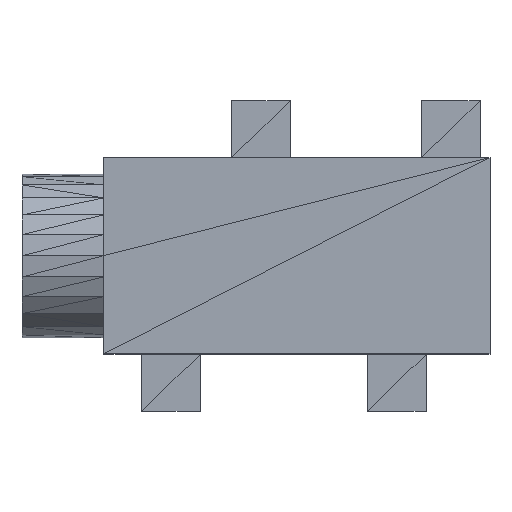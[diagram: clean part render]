
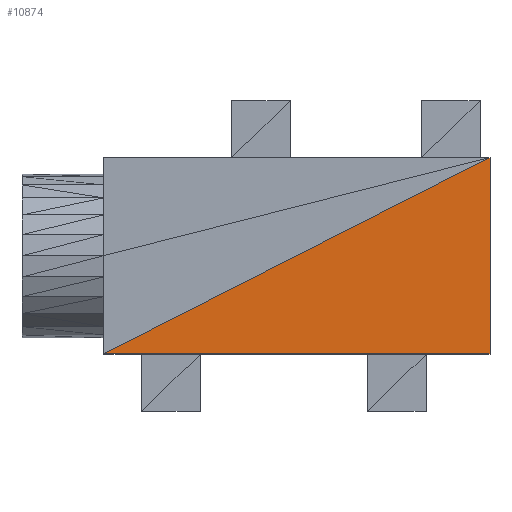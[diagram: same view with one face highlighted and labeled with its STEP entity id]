
A CAD part, top view. The second image highlights one B-rep face of the part: STEP entity #10874.
In plain terms, the highlighted planar face has unit normal (0, 0, 1).
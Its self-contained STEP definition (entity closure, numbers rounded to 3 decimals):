
#9281 = VERTEX_POINT('',#9282);
#9282 = CARTESIAN_POINT('',(0.,0.,5.));
#9322 = PLANE('',#9323);
#9323 = AXIS2_PLACEMENT_3D('',#9324,#9325,#9326);
#9324 = CARTESIAN_POINT('',(6.394,0.,3.714));
#9325 = DIRECTION('',(0.,1.,0.));
#9326 = DIRECTION('',(0.,-0.,1.));
#10440 = PLANE('',#10441);
#10441 = AXIS2_PLACEMENT_3D('',#10442,#10443,#10444);
#10442 = CARTESIAN_POINT('',(5.277,3.484,5.));
#10443 = DIRECTION('',(-0.,-0.,-1.));
#10444 = DIRECTION('',(-1.,0.,0.));
#10769 = VERTEX_POINT('',#10770);
#10770 = CARTESIAN_POINT('',(11.8,6.,5.));
#10796 = EDGE_CURVE('',#10769,#9281,#10797,.T.);
#10797 = SURFACE_CURVE('',#10798,(#10802,#10809),.PCURVE_S1.);
#10798 = LINE('',#10799,#10800);
#10799 = CARTESIAN_POINT('',(11.8,6.,5.));
#10800 = VECTOR('',#10801,1.);
#10801 = DIRECTION('',(-0.891,-0.453,0.));
#10802 = PCURVE('',#10440,#10803);
#10803 = DEFINITIONAL_REPRESENTATION('',(#10804),#10808);
#10804 = LINE('',#10805,#10806);
#10805 = CARTESIAN_POINT('',(-6.523,2.516));
#10806 = VECTOR('',#10807,1.);
#10807 = DIRECTION('',(0.891,-0.453));
#10808 = ( GEOMETRIC_REPRESENTATION_CONTEXT(2) 
PARAMETRIC_REPRESENTATION_CONTEXT() REPRESENTATION_CONTEXT('2D SPACE',''
  ) );
#10809 = PCURVE('',#10810,#10815);
#10810 = PLANE('',#10811);
#10811 = AXIS2_PLACEMENT_3D('',#10812,#10813,#10814);
#10812 = CARTESIAN_POINT('',(7.041,1.859,5.));
#10813 = DIRECTION('',(-0.,-0.,-1.));
#10814 = DIRECTION('',(-1.,0.,0.));
#10815 = DEFINITIONAL_REPRESENTATION('',(#10816),#10820);
#10816 = LINE('',#10817,#10818);
#10817 = CARTESIAN_POINT('',(-4.759,4.141));
#10818 = VECTOR('',#10819,1.);
#10819 = DIRECTION('',(0.891,-0.453));
#10820 = ( GEOMETRIC_REPRESENTATION_CONTEXT(2) 
PARAMETRIC_REPRESENTATION_CONTEXT() REPRESENTATION_CONTEXT('2D SPACE',''
  ) );
#10874 = ADVANCED_FACE('',(#10875),#10810,.F.);
#10875 = FACE_BOUND('',#10876,.F.);
#10876 = EDGE_LOOP('',(#10877,#10900,#10901));
#10877 = ORIENTED_EDGE('',*,*,#10878,.T.);
#10878 = EDGE_CURVE('',#10879,#9281,#10881,.T.);
#10879 = VERTEX_POINT('',#10880);
#10880 = CARTESIAN_POINT('',(11.8,0.,5.));
#10881 = SURFACE_CURVE('',#10882,(#10886,#10893),.PCURVE_S1.);
#10882 = LINE('',#10883,#10884);
#10883 = CARTESIAN_POINT('',(11.8,0.,5.));
#10884 = VECTOR('',#10885,1.);
#10885 = DIRECTION('',(-1.,0.,0.));
#10886 = PCURVE('',#10810,#10887);
#10887 = DEFINITIONAL_REPRESENTATION('',(#10888),#10892);
#10888 = LINE('',#10889,#10890);
#10889 = CARTESIAN_POINT('',(-4.759,-1.859));
#10890 = VECTOR('',#10891,1.);
#10891 = DIRECTION('',(1.,0.));
#10892 = ( GEOMETRIC_REPRESENTATION_CONTEXT(2) 
PARAMETRIC_REPRESENTATION_CONTEXT() REPRESENTATION_CONTEXT('2D SPACE',''
  ) );
#10893 = PCURVE('',#9322,#10894);
#10894 = DEFINITIONAL_REPRESENTATION('',(#10895),#10899);
#10895 = LINE('',#10896,#10897);
#10896 = CARTESIAN_POINT('',(1.286,5.406));
#10897 = VECTOR('',#10898,1.);
#10898 = DIRECTION('',(0.,-1.));
#10899 = ( GEOMETRIC_REPRESENTATION_CONTEXT(2) 
PARAMETRIC_REPRESENTATION_CONTEXT() REPRESENTATION_CONTEXT('2D SPACE',''
  ) );
#10900 = ORIENTED_EDGE('',*,*,#10796,.F.);
#10901 = ORIENTED_EDGE('',*,*,#10902,.T.);
#10902 = EDGE_CURVE('',#10769,#10879,#10903,.T.);
#10903 = SURFACE_CURVE('',#10904,(#10908,#10915),.PCURVE_S1.);
#10904 = LINE('',#10905,#10906);
#10905 = CARTESIAN_POINT('',(11.8,6.,5.));
#10906 = VECTOR('',#10907,1.);
#10907 = DIRECTION('',(0.,-1.,0.));
#10908 = PCURVE('',#10810,#10909);
#10909 = DEFINITIONAL_REPRESENTATION('',(#10910),#10914);
#10910 = LINE('',#10911,#10912);
#10911 = CARTESIAN_POINT('',(-4.759,4.141));
#10912 = VECTOR('',#10913,1.);
#10913 = DIRECTION('',(0.,-1.));
#10914 = ( GEOMETRIC_REPRESENTATION_CONTEXT(2) 
PARAMETRIC_REPRESENTATION_CONTEXT() REPRESENTATION_CONTEXT('2D SPACE',''
  ) );
#10915 = PCURVE('',#10916,#10921);
#10916 = PLANE('',#10917);
#10917 = AXIS2_PLACEMENT_3D('',#10918,#10919,#10920);
#10918 = CARTESIAN_POINT('',(11.8,2.203,
    3.297));
#10919 = DIRECTION('',(-1.,-0.,-0.));
#10920 = DIRECTION('',(0.,0.,-1.));
#10921 = DEFINITIONAL_REPRESENTATION('',(#10922),#10926);
#10922 = LINE('',#10923,#10924);
#10923 = CARTESIAN_POINT('',(-1.703,-3.797));
#10924 = VECTOR('',#10925,1.);
#10925 = DIRECTION('',(0.,1.));
#10926 = ( GEOMETRIC_REPRESENTATION_CONTEXT(2) 
PARAMETRIC_REPRESENTATION_CONTEXT() REPRESENTATION_CONTEXT('2D SPACE',''
  ) );
